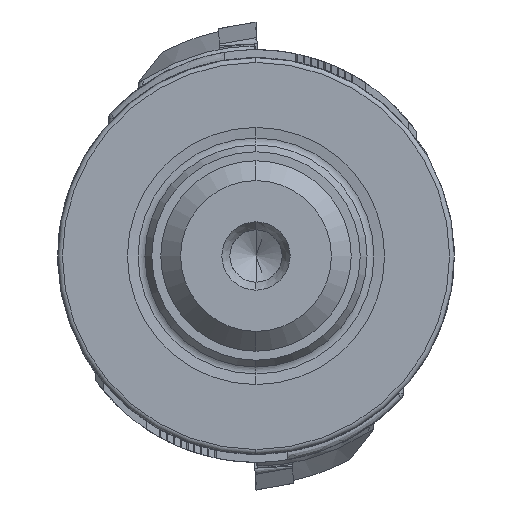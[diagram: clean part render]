
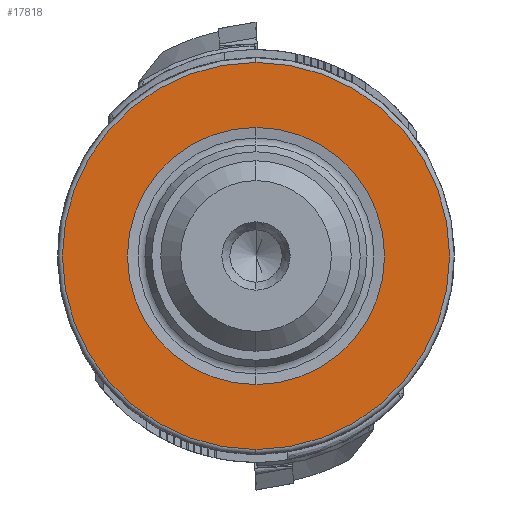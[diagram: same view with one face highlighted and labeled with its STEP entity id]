
A CAD part, left-side view. The second image highlights one B-rep face of the part: STEP entity #17818.
In plain terms, the highlighted planar face has unit normal (-1, 0, 0).
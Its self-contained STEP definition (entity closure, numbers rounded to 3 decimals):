
#673 = EDGE_CURVE ( 'NONE', #3917, #23280, #23855, .T. ) ;
#948 = CARTESIAN_POINT ( 'NONE',  ( 0., 0., 8.103 ) ) ;
#1367 = AXIS2_PLACEMENT_3D ( 'NONE', #11724, #2211, #21516 ) ;
#1383 = FACE_BOUND ( 'NONE', #2693, .T. ) ;
#1544 = AXIS2_PLACEMENT_3D ( 'NONE', #14041, #11859, #4425 ) ;
#1853 = AXIS2_PLACEMENT_3D ( 'NONE', #8279, #6525, #15799 ) ;
#2211 = DIRECTION ( 'NONE',  ( 1., 0., 0. ) ) ;
#2552 = EDGE_CURVE ( 'NONE', #3946, #9700, #24015, .T. ) ;
#2693 = EDGE_LOOP ( 'NONE', ( #6194, #5255 ) ) ;
#3316 = CARTESIAN_POINT ( 'NONE',  ( 0., 0., 12.2 ) ) ;
#3711 = DIRECTION ( 'NONE',  ( 0., 0., -1. ) ) ;
#3917 = VERTEX_POINT ( 'NONE', #948 ) ;
#3946 = VERTEX_POINT ( 'NONE', #6588 ) ;
#4425 = DIRECTION ( 'NONE',  ( 0., 0., -1. ) ) ;
#5255 = ORIENTED_EDGE ( 'NONE', *, *, #18779, .T. ) ;
#5532 = CARTESIAN_POINT ( 'NONE',  ( 0., 8.103, 0. ) ) ;
#6194 = ORIENTED_EDGE ( 'NONE', *, *, #673, .T. ) ;
#6207 = ORIENTED_EDGE ( 'NONE', *, *, #22108, .F. ) ;
#6489 = FACE_OUTER_BOUND ( 'NONE', #13855, .T. ) ;
#6525 = DIRECTION ( 'NONE',  ( 1., 0., 0. ) ) ;
#6588 = CARTESIAN_POINT ( 'NONE',  ( 0., 0., -12.2 ) ) ;
#6611 = CARTESIAN_POINT ( 'NONE',  ( 0., 0., -8.103 ) ) ;
#8279 = CARTESIAN_POINT ( 'NONE',  ( 0., 0., 0. ) ) ;
#9314 = DIRECTION ( 'NONE',  ( -1., 0., 0. ) ) ;
#9700 = VERTEX_POINT ( 'NONE', #3316 ) ;
#11090 = PLANE ( 'NONE',  #20274 ) ;
#11179 = DIRECTION ( 'NONE',  ( 0., 0., 1. ) ) ;
#11724 = CARTESIAN_POINT ( 'NONE',  ( 0., 0., 0. ) ) ;
#11859 = DIRECTION ( 'NONE',  ( 1., 0., 0. ) ) ;
#12868 = AXIS2_PLACEMENT_3D ( 'NONE', #19143, #19064, #3711 ) ;
#13855 = EDGE_LOOP ( 'NONE', ( #15252, #6207 ) ) ;
#14041 = CARTESIAN_POINT ( 'NONE',  ( 0., 0., 0. ) ) ;
#15252 = ORIENTED_EDGE ( 'NONE', *, *, #2552, .F. ) ;
#15799 = DIRECTION ( 'NONE',  ( 0., 0., -1. ) ) ;
#17818 = ADVANCED_FACE ( 'NONE', ( #1383, #6489 ), #11090, .T. ) ;
#18779 = EDGE_CURVE ( 'NONE', #23280, #3917, #18842, .T. ) ;
#18842 = CIRCLE ( 'NONE', #1367, 8.103 ) ;
#19064 = DIRECTION ( 'NONE',  ( 1., 0., 0. ) ) ;
#19143 = CARTESIAN_POINT ( 'NONE',  ( 0., 0., 0. ) ) ;
#20274 = AXIS2_PLACEMENT_3D ( 'NONE', #5532, #9314, #11179 ) ;
#21335 = CIRCLE ( 'NONE', #12868, 12.2 ) ;
#21516 = DIRECTION ( 'NONE',  ( 0., 0., -1. ) ) ;
#22108 = EDGE_CURVE ( 'NONE', #9700, #3946, #21335, .T. ) ;
#23280 = VERTEX_POINT ( 'NONE', #6611 ) ;
#23855 = CIRCLE ( 'NONE', #1853, 8.103 ) ;
#24015 = CIRCLE ( 'NONE', #1544, 12.2 ) ;
